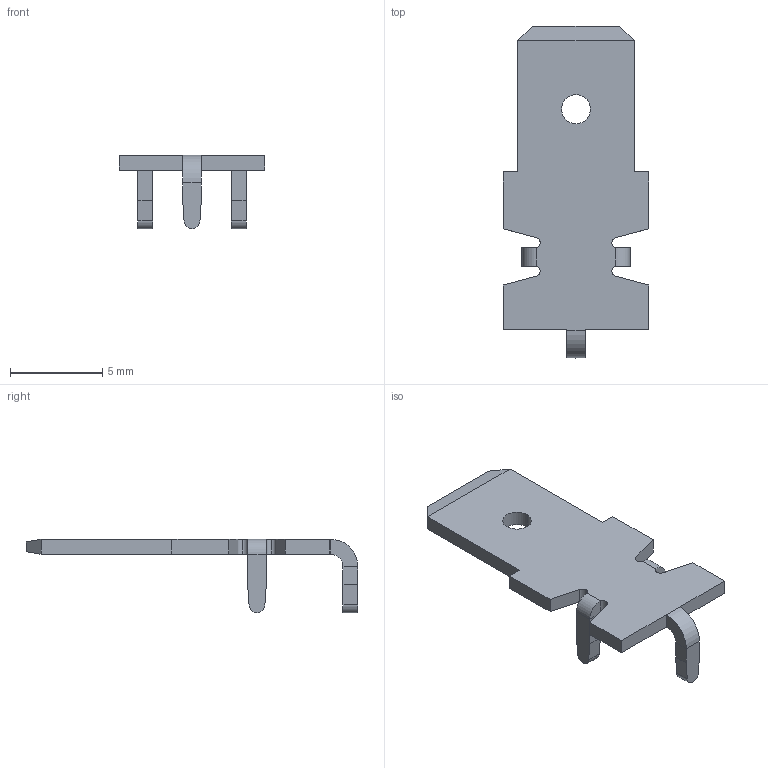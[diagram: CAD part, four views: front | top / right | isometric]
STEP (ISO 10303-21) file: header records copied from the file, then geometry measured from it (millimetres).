
FILE_DESCRIPTION(('FreeCAD Model'),'2;1');
FILE_NAME('Open CASCADE Shape Model','2022-11-21T13:15:26',(''),(''), 'Open CASCADE STEP processor 7.6','FreeCAD','Unknown');
FILE_SCHEMA(('AUTOMOTIVE_DESIGN { 1 0 10303 214 1 1 1 1 }'));
Length unit declared in the file: millimetre
Products named in the file (1): 4910_rev.C
Bounding box: 7.92 x 18.03 x 3.99 mm (x, y, z)
Volume: 94.8 mm3; surface area: 300 mm2
Topology: 1 solids, 1 shells, 76 faces, 191 edges, 118 vertices
Faces by surface type: plane 59, cylinder 17
Entity records: 4800 total; most frequent: CARTESIAN_POINT 900, DIRECTION 739, LINE 505, VECTOR 505, ORIENTED_EDGE 382, PCURVE 382, DEFINITIONAL_REPRESENTATION 382, EDGE_CURVE 191
